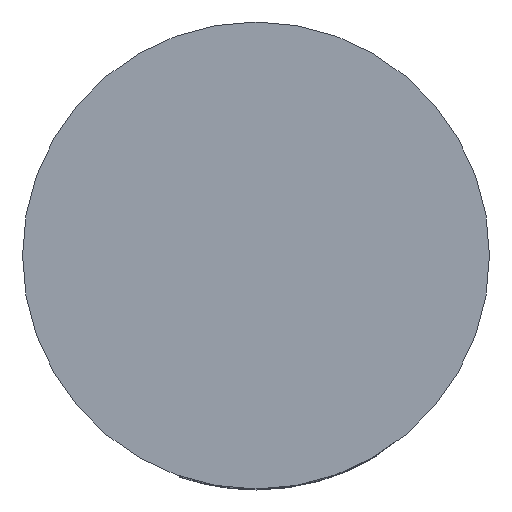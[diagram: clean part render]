
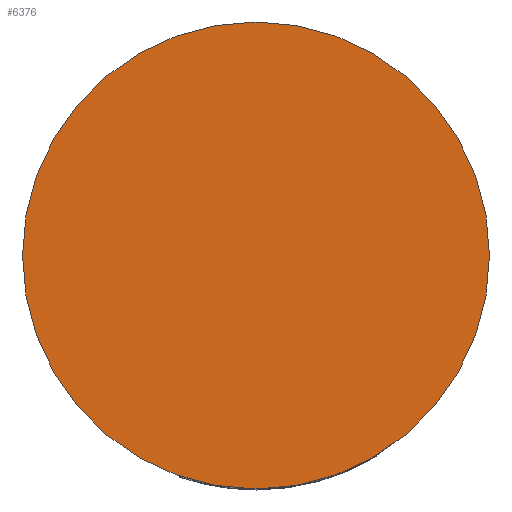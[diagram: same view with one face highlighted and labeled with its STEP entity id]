
A CAD part, front view. The second image highlights one B-rep face of the part: STEP entity #6376.
In plain terms, the highlighted planar face has unit normal (0, -1, 0).
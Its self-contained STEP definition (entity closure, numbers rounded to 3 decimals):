
#238 = ORIENTED_EDGE ( 'NONE', *, *, #9160, .F. ) ;
#351 = EDGE_CURVE ( 'NONE', #3642, #2446, #6401, .T. ) ;
#1040 = DIRECTION ( 'NONE',  ( 0., 0., 1. ) ) ;
#1238 = CIRCLE ( 'NONE', #5215, 23. ) ;
#1857 = CARTESIAN_POINT ( 'NONE',  ( 0., 0., 0. ) ) ;
#2087 = ORIENTED_EDGE ( 'NONE', *, *, #351, .F. ) ;
#2446 = VERTEX_POINT ( 'NONE', #4368 ) ;
#3642 = VERTEX_POINT ( 'NONE', #8381 ) ;
#3653 = DIRECTION ( 'NONE',  ( 0., 1., 0. ) ) ;
#4368 = CARTESIAN_POINT ( 'NONE',  ( 0., 0., -23. ) ) ;
#4374 = CARTESIAN_POINT ( 'NONE',  ( 0., 0., 0. ) ) ;
#4709 = AXIS2_PLACEMENT_3D ( 'NONE', #1857, #7631, #1040 ) ;
#5092 = FACE_OUTER_BOUND ( 'NONE', #6191, .T. ) ;
#5126 = DIRECTION ( 'NONE',  ( 0., 0., 1. ) ) ;
#5215 = AXIS2_PLACEMENT_3D ( 'NONE', #9394, #6480, #5126 ) ;
#6191 = EDGE_LOOP ( 'NONE', ( #238, #2087 ) ) ;
#6376 = ADVANCED_FACE ( 'NONE', ( #5092 ), #8027, .F. ) ;
#6401 = CIRCLE ( 'NONE', #4709, 23. ) ;
#6480 = DIRECTION ( 'NONE',  ( 0., 1., 0. ) ) ;
#7631 = DIRECTION ( 'NONE',  ( 0., 1., 0. ) ) ;
#8027 = PLANE ( 'NONE',  #9192 ) ;
#8381 = CARTESIAN_POINT ( 'NONE',  ( 0., 0., 23. ) ) ;
#9160 = EDGE_CURVE ( 'NONE', #2446, #3642, #1238, .T. ) ;
#9192 = AXIS2_PLACEMENT_3D ( 'NONE', #4374, #3653, #9271 ) ;
#9271 = DIRECTION ( 'NONE',  ( 0., 0., 1. ) ) ;
#9394 = CARTESIAN_POINT ( 'NONE',  ( 0., 0., 0. ) ) ;
